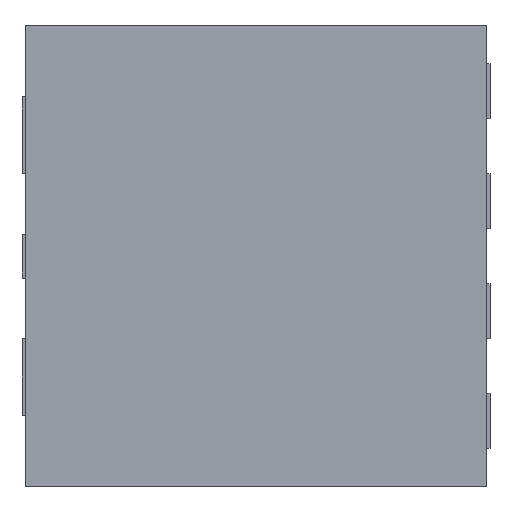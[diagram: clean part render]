
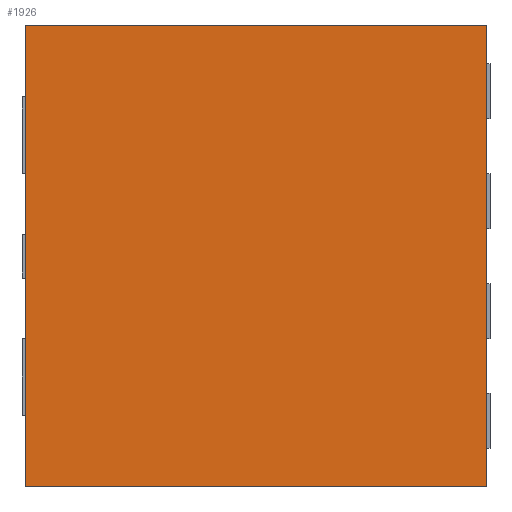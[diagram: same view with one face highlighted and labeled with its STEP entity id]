
A CAD part, top view. The second image highlights one B-rep face of the part: STEP entity #1926.
In plain terms, the highlighted planar face has unit normal (0, 0, 1).
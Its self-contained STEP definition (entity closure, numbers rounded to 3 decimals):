
#118=FACE_OUTER_BOUND('',#222,.T.);
#222=EDGE_LOOP('',(#1657,#1658,#1659,#1660));
#458=LINE('',#2998,#722);
#461=LINE('',#3003,#725);
#462=LINE('',#3006,#726);
#464=LINE('',#3009,#728);
#722=VECTOR('',#2461,10.);
#725=VECTOR('',#2466,10.);
#726=VECTOR('',#2469,10.);
#728=VECTOR('',#2473,10.);
#913=VERTEX_POINT('',#2995);
#914=VERTEX_POINT('',#2997);
#915=VERTEX_POINT('',#3001);
#916=VERTEX_POINT('',#3005);
#1162=EDGE_CURVE('',#914,#913,#458,.T.);
#1165=EDGE_CURVE('',#913,#915,#461,.T.);
#1166=EDGE_CURVE('',#916,#914,#462,.T.);
#1168=EDGE_CURVE('',#915,#916,#464,.T.);
#1657=ORIENTED_EDGE('',*,*,#1165,.T.);
#1658=ORIENTED_EDGE('',*,*,#1168,.T.);
#1659=ORIENTED_EDGE('',*,*,#1166,.T.);
#1660=ORIENTED_EDGE('',*,*,#1162,.T.);
#1822=PLANE('',#2051);
#1926=ADVANCED_FACE('',(#118),#1822,.T.);
#2051=AXIS2_PLACEMENT_3D('',#3010,#2474,#2475);
#2461=DIRECTION('',(0.,-1.,0.));
#2466=DIRECTION('',(1.,0.,0.));
#2469=DIRECTION('',(-1.,0.,0.));
#2473=DIRECTION('',(0.,1.,0.));
#2474=DIRECTION('center_axis',(0.,0.,1.));
#2475=DIRECTION('ref_axis',(1.,0.,0.));
#2995=CARTESIAN_POINT('',(-0.998,-0.957,1.));
#2997=CARTESIAN_POINT('',(-0.998,1.143,1.));
#2998=CARTESIAN_POINT('',(-0.998,-0.957,1.));
#3001=CARTESIAN_POINT('',(1.102,-0.957,1.));
#3003=CARTESIAN_POINT('',(1.102,-0.957,1.));
#3005=CARTESIAN_POINT('',(1.102,1.143,1.));
#3006=CARTESIAN_POINT('',(-0.998,1.143,1.));
#3009=CARTESIAN_POINT('',(1.102,1.143,1.));
#3010=CARTESIAN_POINT('Origin',(0.052,0.093,1.));
